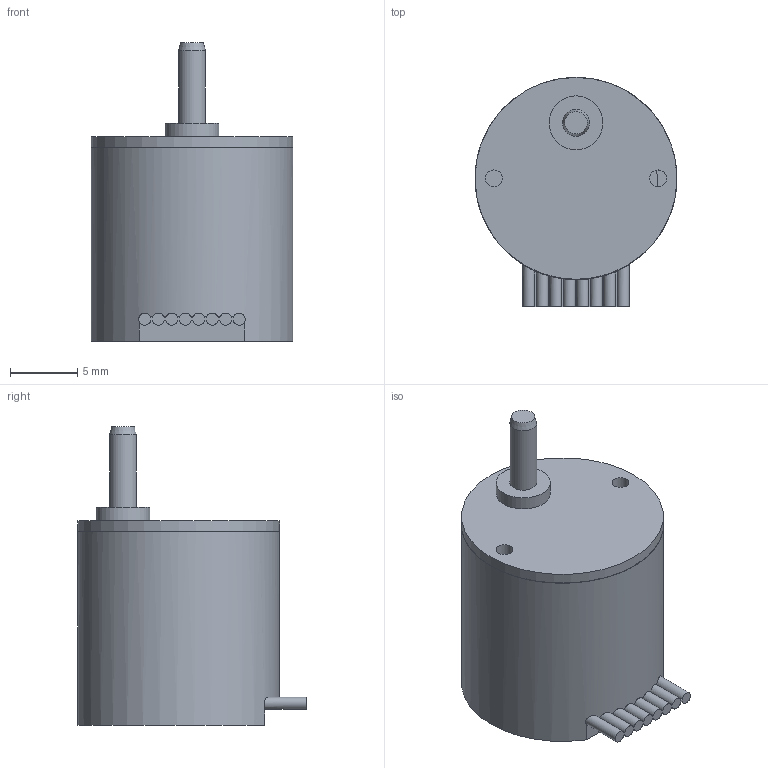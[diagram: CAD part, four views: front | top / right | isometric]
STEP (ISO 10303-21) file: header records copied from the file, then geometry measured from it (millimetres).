
FILE_DESCRIPTION(/* description */ (''),/* implementation_level */ '2;1');
FILE_NAME(/* name */ '1515U_B.stp',/* time_stamp */ '2017-07-13T13:47:47+02:00',/* author */ ('DR. FRITZ FAULHABER GmbH & Co. KG'),/* organization */ ('DR. FRITZ FAULHABER GmbH & Co. KG'),/* preprocessor_version */ 'ST-DEVELOPER v16',/* originating_system */ 'SIEMENS PLM Software NX 10.0',/* authorisation */ '');
FILE_SCHEMA (('AUTOMOTIVE_DESIGN { 1 0 10303 214 3 1 1 1 }'));
Length unit declared in the file: millimetre
Products named in the file (1): Alle_Motoren
Bounding box: 15 x 17 x 22.2 mm (x, y, z)
Volume: 2715.6 mm3; surface area: 1194.4 mm2
Topology: 1 solids, 1 shells, 64 faces, 168 edges, 112 vertices
Faces by surface type: plane 42, cylinder 21, cone 1
Full cylindrical faces by diameter (mm): 1.25 x2, 2 x1, 4 x1, 14.99 x1, 15 x2
Entity records: 2150 total; most frequent: CARTESIAN_POINT 543, DIRECTION 340, ORIENTED_EDGE 316, EDGE_CURVE 158, AXIS2_PLACEMENT_3D 127, VERTEX_POINT 110, LINE 86, VECTOR 86
